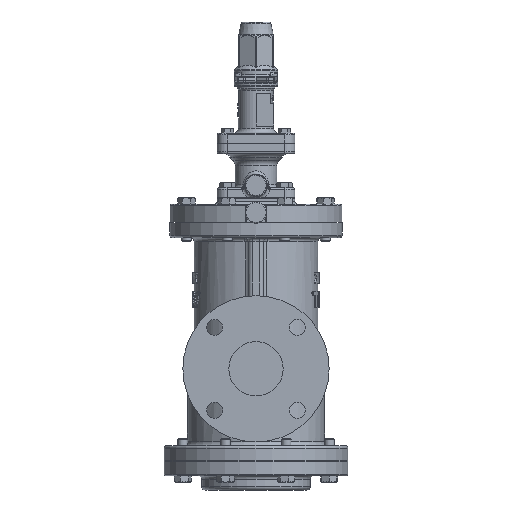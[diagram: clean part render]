
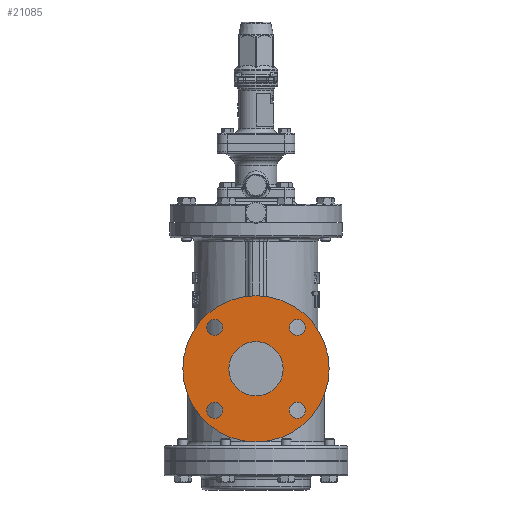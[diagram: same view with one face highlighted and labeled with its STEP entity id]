
A CAD part, left-side view. The second image highlights one B-rep face of the part: STEP entity #21085.
In plain terms, the highlighted planar face has unit normal (-1, 0, 0).
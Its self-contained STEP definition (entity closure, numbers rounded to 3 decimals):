
#706=PLANE('',#22451);
#1894=FACE_BOUND('',#3446,.T.);
#1895=FACE_BOUND('',#3447,.T.);
#1896=FACE_BOUND('',#3448,.T.);
#1897=FACE_BOUND('',#3449,.T.);
#1898=FACE_BOUND('',#3450,.T.);
#2110=FACE_OUTER_BOUND('',#3445,.T.);
#3445=EDGE_LOOP('',(#13523));
#3446=EDGE_LOOP('',(#13524));
#3447=EDGE_LOOP('',(#13525));
#3448=EDGE_LOOP('',(#13526));
#3449=EDGE_LOOP('',(#13527));
#3450=EDGE_LOOP('',(#13528));
#4866=CIRCLE('',#22392,87.5);
#4896=CIRCLE('',#22440,32.5);
#4898=CIRCLE('',#22444,9.5);
#4899=CIRCLE('',#22446,9.5);
#4900=CIRCLE('',#22448,9.5);
#4901=CIRCLE('',#22450,9.5);
#8190=VERTEX_POINT('',#30863);
#8286=VERTEX_POINT('',#32804);
#8288=VERTEX_POINT('',#32811);
#8289=VERTEX_POINT('',#32815);
#8290=VERTEX_POINT('',#32819);
#8291=VERTEX_POINT('',#32823);
#10095=EDGE_CURVE('',#8190,#8190,#4866,.T.);
#10246=EDGE_CURVE('',#8286,#8286,#4896,.T.);
#10249=EDGE_CURVE('',#8288,#8288,#4898,.T.);
#10251=EDGE_CURVE('',#8289,#8289,#4899,.T.);
#10253=EDGE_CURVE('',#8290,#8290,#4900,.T.);
#10255=EDGE_CURVE('',#8291,#8291,#4901,.T.);
#13523=ORIENTED_EDGE('',*,*,#10095,.T.);
#13524=ORIENTED_EDGE('',*,*,#10246,.T.);
#13525=ORIENTED_EDGE('',*,*,#10249,.T.);
#13526=ORIENTED_EDGE('',*,*,#10251,.T.);
#13527=ORIENTED_EDGE('',*,*,#10253,.T.);
#13528=ORIENTED_EDGE('',*,*,#10255,.T.);
#21085=ADVANCED_FACE('',(#2110,#1894,#1895,#1896,#1897,#1898),#706,.F.);
#22392=AXIS2_PLACEMENT_3D('',#30865,#24851,#24852);
#22440=AXIS2_PLACEMENT_3D('',#32805,#24961,#24962);
#22444=AXIS2_PLACEMENT_3D('',#32812,#24970,#24971);
#22446=AXIS2_PLACEMENT_3D('',#32816,#24975,#24976);
#22448=AXIS2_PLACEMENT_3D('',#32820,#24980,#24981);
#22450=AXIS2_PLACEMENT_3D('',#32824,#24985,#24986);
#22451=AXIS2_PLACEMENT_3D('',#32826,#24988,#24989);
#24851=DIRECTION('center_axis',(-1.,0.,0.));
#24852=DIRECTION('ref_axis',(0.,0.,1.));
#24961=DIRECTION('center_axis',(1.,0.,0.));
#24962=DIRECTION('ref_axis',(0.,0.,1.));
#24970=DIRECTION('center_axis',(1.,0.,0.));
#24971=DIRECTION('ref_axis',(0.,1.,0.));
#24975=DIRECTION('center_axis',(1.,0.,0.));
#24976=DIRECTION('ref_axis',(0.,0.,-1.));
#24980=DIRECTION('center_axis',(1.,0.,0.));
#24981=DIRECTION('ref_axis',(0.,-1.,0.));
#24985=DIRECTION('center_axis',(1.,0.,0.));
#24986=DIRECTION('ref_axis',(0.,0.,1.));
#24988=DIRECTION('center_axis',(1.,0.,0.));
#24989=DIRECTION('ref_axis',(0.,0.,-1.));
#30863=CARTESIAN_POINT('',(-185.,0.,-87.5));
#30865=CARTESIAN_POINT('Origin',(-185.,0.,0.));
#32804=CARTESIAN_POINT('',(-185.,0.,-32.5));
#32805=CARTESIAN_POINT('Origin',(-185.,0.,0.));
#32811=CARTESIAN_POINT('',(-185.,39.997,-49.497));
#32812=CARTESIAN_POINT('Origin',(-185.,49.497,-49.497));
#32815=CARTESIAN_POINT('',(-185.,-49.497,-39.997));
#32816=CARTESIAN_POINT('Origin',(-185.,-49.497,-49.497));
#32819=CARTESIAN_POINT('',(-185.,-39.997,49.497));
#32820=CARTESIAN_POINT('Origin',(-185.,-49.497,49.497));
#32823=CARTESIAN_POINT('',(-185.,49.497,39.997));
#32824=CARTESIAN_POINT('Origin',(-185.,49.497,49.497));
#32826=CARTESIAN_POINT('Origin',(-185.,0.,87.5));
